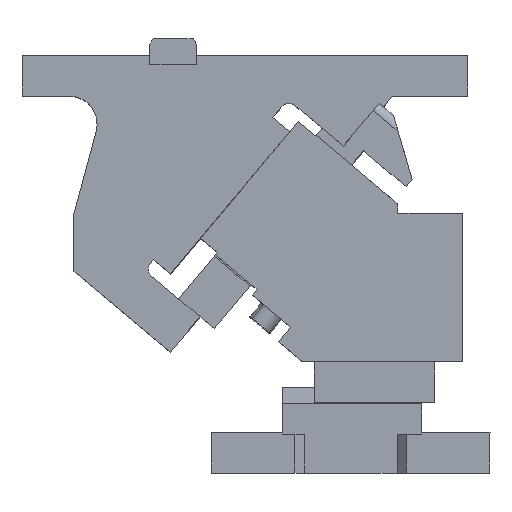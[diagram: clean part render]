
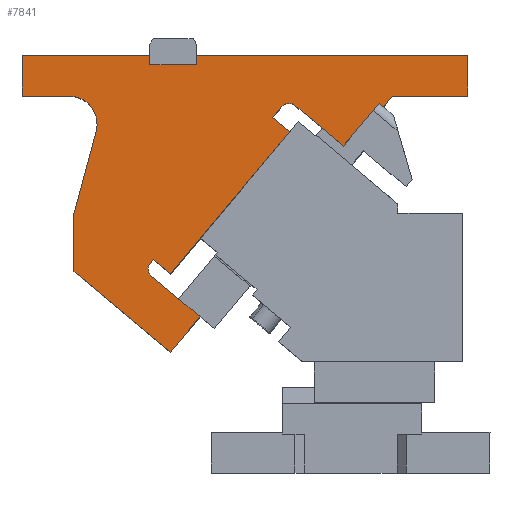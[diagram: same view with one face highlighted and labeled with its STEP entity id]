
A CAD part, top view. The second image highlights one B-rep face of the part: STEP entity #7841.
In plain terms, the highlighted planar face has unit normal (0, 0, 1).
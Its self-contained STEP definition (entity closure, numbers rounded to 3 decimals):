
#4892=CARTESIAN_POINT('Vertex',(-185.185,60.609,70.)) ;
#4895=CARTESIAN_POINT('Line Origine',(-197.901,60.609,70.)) ;
#4899=CARTESIAN_POINT('Vertex',(-210.617,60.609,70.)) ;
#4945=CARTESIAN_POINT('Line Origine',(-210.617,71.609,70.)) ;
#4949=CARTESIAN_POINT('Vertex',(-210.617,82.609,70.)) ;
#5189=CARTESIAN_POINT('Vertex',(-182.617,-33.835,70.)) ;
#5192=CARTESIAN_POINT('Line Origine',(-182.617,-18.3,70.)) ;
#5196=CARTESIAN_POINT('Vertex',(-182.617,-2.765,70.)) ;
#5220=CARTESIAN_POINT('Vertex',(-130.795,-77.319,70.)) ;
#5223=CARTESIAN_POINT('Line Origine',(-156.706,-55.577,70.)) ;
#5240=CARTESIAN_POINT('Line Origine',(-122.76,-67.744,70.)) ;
#5244=CARTESIAN_POINT('Vertex',(-114.725,-58.168,70.)) ;
#5303=CARTESIAN_POINT('Vertex',(-140.77,-36.313,70.)) ;
#5306=CARTESIAN_POINT('Line Origine',(-127.748,-47.241,70.)) ;
#5331=CARTESIAN_POINT('Vertex',(-142.556,-32.483,70.)) ;
#5334=CARTESIAN_POINT('Axis2P3D Location',(-137.556,-32.483,70.)) ;
#5351=CARTESIAN_POINT('Axis2P3D Location',(-137.556,-32.483,70.)) ;
#5355=CARTESIAN_POINT('Vertex',(-141.387,-29.269,70.)) ;
#5375=CARTESIAN_POINT('Line Origine',(-140.583,-28.312,70.)) ;
#5379=CARTESIAN_POINT('Vertex',(-139.78,-27.354,70.)) ;
#5403=CARTESIAN_POINT('Vertex',(-130.587,-35.067,70.)) ;
#5406=CARTESIAN_POINT('Line Origine',(-135.183,-31.211,70.)) ;
#5427=CARTESIAN_POINT('Vertex',(-66.308,41.537,70.)) ;
#5430=CARTESIAN_POINT('Line Origine',(-98.448,3.235,70.)) ;
#5451=CARTESIAN_POINT('Vertex',(-75.501,49.25,70.)) ;
#5454=CARTESIAN_POINT('Line Origine',(-70.905,45.394,70.)) ;
#5470=CARTESIAN_POINT('Vertex',(-70.68,54.996,70.)) ;
#5473=CARTESIAN_POINT('Line Origine',(-73.091,52.123,70.)) ;
#5494=CARTESIAN_POINT('Vertex',(-63.636,55.612,70.)) ;
#5497=CARTESIAN_POINT('Axis2P3D Location',(-66.85,51.782,70.)) ;
#5534=CARTESIAN_POINT('Vertex',(-37.59,33.757,70.)) ;
#5537=CARTESIAN_POINT('Line Origine',(-50.613,44.685,70.)) ;
#5646=CARTESIAN_POINT('Vertex',(-11.143,60.609,70.)) ;
#5649=CARTESIAN_POINT('Line Origine',(-13.576,57.709,70.)) ;
#5653=CARTESIAN_POINT('Vertex',(-16.009,54.81,70.)) ;
#5686=CARTESIAN_POINT('Vertex',(29.383,60.609,70.)) ;
#5689=CARTESIAN_POINT('Line Origine',(9.12,60.609,70.)) ;
#5926=CARTESIAN_POINT('Line Origine',(-43.682,82.609,70.)) ;
#5930=CARTESIAN_POINT('Vertex',(29.383,82.609,70.)) ;
#5932=CARTESIAN_POINT('Vertex',(-116.747,82.609,70.)) ;
#6095=CARTESIAN_POINT('Vertex',(-116.747,77.609,70.)) ;
#6100=CARTESIAN_POINT('Line Origine',(-116.747,80.109,70.)) ;
#6459=CARTESIAN_POINT('Vertex',(-141.747,82.609,70.)) ;
#6462=CARTESIAN_POINT('Line Origine',(-141.747,80.109,70.)) ;
#6466=CARTESIAN_POINT('Vertex',(-141.747,77.609,70.)) ;
#7259=CARTESIAN_POINT('Vertex',(-18.307,56.739,70.)) ;
#7262=CARTESIAN_POINT('Line Origine',(-27.949,45.248,70.)) ;
#7275=CARTESIAN_POINT('Line Origine',(-17.158,55.774,70.)) ;
#7741=CARTESIAN_POINT('Line Origine',(29.383,71.609,70.)) ;
#7758=CARTESIAN_POINT('Line Origine',(-176.657,19.481,70.)) ;
#7762=CARTESIAN_POINT('Vertex',(-170.696,41.726,70.)) ;
#7777=CARTESIAN_POINT('Line Origine',(-129.247,77.609,70.)) ;
#7789=CARTESIAN_POINT('Axis2P3D Location',(-185.185,45.609,70.)) ;
#7794=CARTESIAN_POINT('Line Origine',(-176.182,82.609,70.)) ;
#7799=CARTESIAN_POINT('Axis2P3D Location',(-185.185,45.609,70.)) ;
#7803=CARTESIAN_POINT('Vertex',(-170.185,45.609,70.)) ;
#7806=CARTESIAN_POINT('Axis2P3D Location',(-185.185,45.609,70.)) ;
#4896=DIRECTION('Vector Direction',(1.,0.,0.)) ;
#4946=DIRECTION('Vector Direction',(0.,-1.,0.)) ;
#5193=DIRECTION('Vector Direction',(0.,-1.,0.)) ;
#5224=DIRECTION('Vector Direction',(-0.766,0.643,0.)) ;
#5241=DIRECTION('Vector Direction',(-0.643,-0.766,0.)) ;
#5307=DIRECTION('Vector Direction',(-0.766,0.643,0.)) ;
#5335=DIRECTION('Axis2P3D Direction',(-0.,0.,-1.)) ;
#5352=DIRECTION('Axis2P3D Direction',(-0.,0.,-1.)) ;
#5376=DIRECTION('Vector Direction',(-0.643,-0.766,0.)) ;
#5407=DIRECTION('Vector Direction',(-0.766,0.643,0.)) ;
#5431=DIRECTION('Vector Direction',(0.643,0.766,0.)) ;
#5455=DIRECTION('Vector Direction',(-0.766,0.643,0.)) ;
#5474=DIRECTION('Vector Direction',(-0.643,-0.766,0.)) ;
#5498=DIRECTION('Axis2P3D Direction',(-0.,0.,-1.)) ;
#5538=DIRECTION('Vector Direction',(-0.766,0.643,0.)) ;
#5650=DIRECTION('Vector Direction',(-0.643,-0.766,0.)) ;
#5690=DIRECTION('Vector Direction',(1.,0.,0.)) ;
#5927=DIRECTION('Vector Direction',(1.,0.,0.)) ;
#6101=DIRECTION('Vector Direction',(0.,-1.,0.)) ;
#6463=DIRECTION('Vector Direction',(0.,-1.,0.)) ;
#7263=DIRECTION('Vector Direction',(-0.643,-0.766,0.)) ;
#7276=DIRECTION('Vector Direction',(-0.766,0.643,0.)) ;
#7742=DIRECTION('Vector Direction',(0.,-1.,0.)) ;
#7759=DIRECTION('Vector Direction',(0.259,0.966,0.)) ;
#7778=DIRECTION('Vector Direction',(-1.,0.,0.)) ;
#7790=DIRECTION('Axis2P3D Direction',(0.,0.,1.)) ;
#7791=DIRECTION('Axis2P3D XDirection',(1.,0.,0.)) ;
#7795=DIRECTION('Vector Direction',(1.,0.,0.)) ;
#7800=DIRECTION('Axis2P3D Direction',(0.,0.,1.)) ;
#7807=DIRECTION('Axis2P3D Direction',(0.,0.,1.)) ;
#5336=AXIS2_PLACEMENT_3D('Circle Axis2P3D',#5334,#5335,$) ;
#5353=AXIS2_PLACEMENT_3D('Circle Axis2P3D',#5351,#5352,$) ;
#5499=AXIS2_PLACEMENT_3D('Circle Axis2P3D',#5497,#5498,$) ;
#7792=AXIS2_PLACEMENT_3D('Plane Axis2P3D',#7789,#7790,#7791) ;
#7801=AXIS2_PLACEMENT_3D('Circle Axis2P3D',#7799,#7800,$) ;
#7808=AXIS2_PLACEMENT_3D('Circle Axis2P3D',#7806,#7807,$) ;
#7812=ORIENTED_EDGE('',*,*,#7798,.T.) ;
#7813=ORIENTED_EDGE('',*,*,#4951,.T.) ;
#7814=ORIENTED_EDGE('',*,*,#4901,.T.) ;
#7815=ORIENTED_EDGE('',*,*,#7805,.F.) ;
#7816=ORIENTED_EDGE('',*,*,#7810,.F.) ;
#7817=ORIENTED_EDGE('',*,*,#7764,.F.) ;
#7818=ORIENTED_EDGE('',*,*,#5198,.T.) ;
#7819=ORIENTED_EDGE('',*,*,#5227,.F.) ;
#7820=ORIENTED_EDGE('',*,*,#5246,.F.) ;
#7821=ORIENTED_EDGE('',*,*,#5310,.T.) ;
#7822=ORIENTED_EDGE('',*,*,#5338,.F.) ;
#7823=ORIENTED_EDGE('',*,*,#5357,.F.) ;
#7824=ORIENTED_EDGE('',*,*,#5381,.F.) ;
#7825=ORIENTED_EDGE('',*,*,#5410,.F.) ;
#7826=ORIENTED_EDGE('',*,*,#5434,.T.) ;
#7827=ORIENTED_EDGE('',*,*,#5458,.T.) ;
#7828=ORIENTED_EDGE('',*,*,#5477,.F.) ;
#7829=ORIENTED_EDGE('',*,*,#5501,.F.) ;
#7830=ORIENTED_EDGE('',*,*,#5541,.F.) ;
#7831=ORIENTED_EDGE('',*,*,#7266,.F.) ;
#7832=ORIENTED_EDGE('',*,*,#7279,.F.) ;
#7833=ORIENTED_EDGE('',*,*,#5655,.F.) ;
#7834=ORIENTED_EDGE('',*,*,#5693,.T.) ;
#7835=ORIENTED_EDGE('',*,*,#7745,.F.) ;
#7836=ORIENTED_EDGE('',*,*,#5934,.T.) ;
#7837=ORIENTED_EDGE('',*,*,#6104,.T.) ;
#7838=ORIENTED_EDGE('',*,*,#7781,.F.) ;
#7839=ORIENTED_EDGE('',*,*,#6468,.F.) ;
#4897=VECTOR('Line Direction',#4896,1.) ;
#4947=VECTOR('Line Direction',#4946,1.) ;
#5194=VECTOR('Line Direction',#5193,1.) ;
#5225=VECTOR('Line Direction',#5224,1.) ;
#5242=VECTOR('Line Direction',#5241,1.) ;
#5308=VECTOR('Line Direction',#5307,1.) ;
#5377=VECTOR('Line Direction',#5376,1.) ;
#5408=VECTOR('Line Direction',#5407,1.) ;
#5432=VECTOR('Line Direction',#5431,1.) ;
#5456=VECTOR('Line Direction',#5455,1.) ;
#5475=VECTOR('Line Direction',#5474,1.) ;
#5539=VECTOR('Line Direction',#5538,1.) ;
#5651=VECTOR('Line Direction',#5650,1.) ;
#5691=VECTOR('Line Direction',#5690,1.) ;
#5928=VECTOR('Line Direction',#5927,1.) ;
#6102=VECTOR('Line Direction',#6101,1.) ;
#6464=VECTOR('Line Direction',#6463,1.) ;
#7264=VECTOR('Line Direction',#7263,1.) ;
#7277=VECTOR('Line Direction',#7276,1.) ;
#7743=VECTOR('Line Direction',#7742,1.) ;
#7760=VECTOR('Line Direction',#7759,1.) ;
#7779=VECTOR('Line Direction',#7778,1.) ;
#7796=VECTOR('Line Direction',#7795,1.) ;
#7841=ADVANCED_FACE('CAM HOLDER',(#7840),#7793,.T.) ;
#5337=CIRCLE('generated circle',#5336,5.) ;
#5354=CIRCLE('generated circle',#5353,5.) ;
#5500=CIRCLE('generated circle',#5499,5.) ;
#7802=CIRCLE('generated circle',#7801,15.) ;
#7809=CIRCLE('generated circle',#7808,15.) ;
#4901=EDGE_CURVE('',#4900,#4893,#4898,.T.) ;
#4951=EDGE_CURVE('',#4950,#4900,#4948,.T.) ;
#5198=EDGE_CURVE('',#5197,#5190,#5195,.T.) ;
#5227=EDGE_CURVE('',#5221,#5190,#5226,.T.) ;
#5246=EDGE_CURVE('',#5245,#5221,#5243,.T.) ;
#5310=EDGE_CURVE('',#5245,#5304,#5309,.T.) ;
#5338=EDGE_CURVE('',#5332,#5304,#5337,.F.) ;
#5357=EDGE_CURVE('',#5356,#5332,#5354,.F.) ;
#5381=EDGE_CURVE('',#5380,#5356,#5378,.T.) ;
#5410=EDGE_CURVE('',#5404,#5380,#5409,.T.) ;
#5434=EDGE_CURVE('',#5404,#5428,#5433,.T.) ;
#5458=EDGE_CURVE('',#5428,#5452,#5457,.T.) ;
#5477=EDGE_CURVE('',#5471,#5452,#5476,.T.) ;
#5501=EDGE_CURVE('',#5495,#5471,#5500,.F.) ;
#5541=EDGE_CURVE('',#5535,#5495,#5540,.T.) ;
#5655=EDGE_CURVE('',#5647,#5654,#5652,.T.) ;
#5693=EDGE_CURVE('',#5647,#5687,#5692,.T.) ;
#5934=EDGE_CURVE('',#5931,#5933,#5929,.F.) ;
#6104=EDGE_CURVE('',#5933,#6096,#6103,.T.) ;
#6468=EDGE_CURVE('',#6460,#6467,#6465,.T.) ;
#7266=EDGE_CURVE('',#7260,#5535,#7265,.T.) ;
#7279=EDGE_CURVE('',#5654,#7260,#7278,.T.) ;
#7745=EDGE_CURVE('',#5931,#5687,#7744,.T.) ;
#7764=EDGE_CURVE('',#5197,#7763,#7761,.T.) ;
#7781=EDGE_CURVE('',#6467,#6096,#7780,.F.) ;
#7798=EDGE_CURVE('',#6460,#4950,#7797,.F.) ;
#7805=EDGE_CURVE('',#7804,#4893,#7802,.T.) ;
#7810=EDGE_CURVE('',#7763,#7804,#7809,.T.) ;
#7811=EDGE_LOOP('',(#7812,#7813,#7814,#7815,#7816,#7817,#7818,#7819,#7820,#7821,#7822,#7823,#7824,#7825,#7826,#7827,#7828,#7829,#7830,#7831,#7832,#7833,#7834,#7835,#7836,#7837,#7838,#7839)) ;
#7840=FACE_OUTER_BOUND('',#7811,.T.) ;
#4898=LINE('Line',#4895,#4897) ;
#4948=LINE('Line',#4945,#4947) ;
#5195=LINE('Line',#5192,#5194) ;
#5226=LINE('Line',#5223,#5225) ;
#5243=LINE('Line',#5240,#5242) ;
#5309=LINE('Line',#5306,#5308) ;
#5378=LINE('Line',#5375,#5377) ;
#5409=LINE('Line',#5406,#5408) ;
#5433=LINE('Line',#5430,#5432) ;
#5457=LINE('Line',#5454,#5456) ;
#5476=LINE('Line',#5473,#5475) ;
#5540=LINE('Line',#5537,#5539) ;
#5652=LINE('Line',#5649,#5651) ;
#5692=LINE('Line',#5689,#5691) ;
#5929=LINE('Line',#5926,#5928) ;
#6103=LINE('Line',#6100,#6102) ;
#6465=LINE('Line',#6462,#6464) ;
#7265=LINE('Line',#7262,#7264) ;
#7278=LINE('Line',#7275,#7277) ;
#7744=LINE('Line',#7741,#7743) ;
#7761=LINE('Line',#7758,#7760) ;
#7780=LINE('Line',#7777,#7779) ;
#7797=LINE('Line',#7794,#7796) ;
#7793=PLANE('Plane',#7792) ;
#4893=VERTEX_POINT('',#4892) ;
#4900=VERTEX_POINT('',#4899) ;
#4950=VERTEX_POINT('',#4949) ;
#5190=VERTEX_POINT('',#5189) ;
#5197=VERTEX_POINT('',#5196) ;
#5221=VERTEX_POINT('',#5220) ;
#5245=VERTEX_POINT('',#5244) ;
#5304=VERTEX_POINT('',#5303) ;
#5332=VERTEX_POINT('',#5331) ;
#5356=VERTEX_POINT('',#5355) ;
#5380=VERTEX_POINT('',#5379) ;
#5404=VERTEX_POINT('',#5403) ;
#5428=VERTEX_POINT('',#5427) ;
#5452=VERTEX_POINT('',#5451) ;
#5471=VERTEX_POINT('',#5470) ;
#5495=VERTEX_POINT('',#5494) ;
#5535=VERTEX_POINT('',#5534) ;
#5647=VERTEX_POINT('',#5646) ;
#5654=VERTEX_POINT('',#5653) ;
#5687=VERTEX_POINT('',#5686) ;
#5931=VERTEX_POINT('',#5930) ;
#5933=VERTEX_POINT('',#5932) ;
#6096=VERTEX_POINT('',#6095) ;
#6460=VERTEX_POINT('',#6459) ;
#6467=VERTEX_POINT('',#6466) ;
#7260=VERTEX_POINT('',#7259) ;
#7763=VERTEX_POINT('',#7762) ;
#7804=VERTEX_POINT('',#7803) ;
